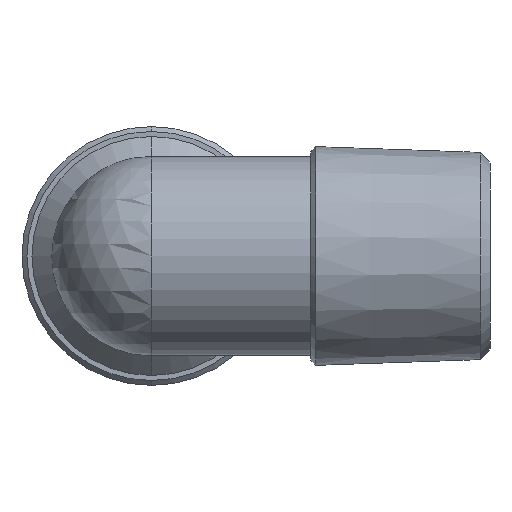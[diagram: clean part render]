
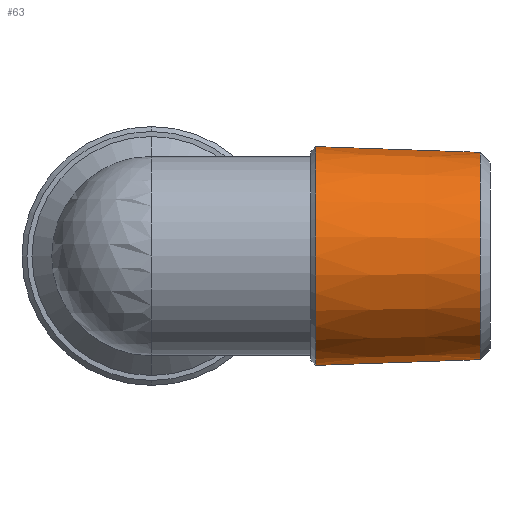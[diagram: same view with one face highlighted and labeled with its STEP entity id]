
A CAD part, left-side view. The second image highlights one B-rep face of the part: STEP entity #63.
In plain terms, the highlighted conical face has half-angle 2 degrees and reference radius 5.5 mm.
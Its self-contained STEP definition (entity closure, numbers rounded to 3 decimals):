
#63=ADVANCED_FACE('NONE',(#154),#155,.T.);
#154=FACE_OUTER_BOUND('',#275,.T.);
#155=CONICAL_SURFACE('',#276,5.5,0.035);
#275=EDGE_LOOP('',(#479,#480,#481,#482));
#276=AXIS2_PLACEMENT_3D('',#483,#484,#485);
#479=ORIENTED_EDGE('',*,*,#756,.T.);
#480=ORIENTED_EDGE('',*,*,#757,.T.);
#481=ORIENTED_EDGE('',*,*,#758,.T.);
#482=ORIENTED_EDGE('',*,*,#759,.T.);
#483=CARTESIAN_POINT('',(0.0,-8.0,0.0));
#484=DIRECTION('',(-0.0,1.0,-0.0));
#485=DIRECTION('',(0.0,0.0,1.0));
#756=EDGE_CURVE('',#866,#867,#868,.T.);
#757=EDGE_CURVE('NONE',#867,#869,#870,.T.);
#758=EDGE_CURVE('',#869,#871,#872,.T.);
#759=EDGE_CURVE('NONE',#871,#866,#873,.T.);
#866=VERTEX_POINT('',#1012);
#867=VERTEX_POINT('',#1013);
#868=LINE('',#1014,#1015);
#869=VERTEX_POINT('NONE',#1016);
#870=CIRCLE('',#1017,5.492);
#871=VERTEX_POINT('NONE',#1018);
#872=LINE('',#1019,#1020);
#873=CIRCLE('',#1021,5.203);
#1012=CARTESIAN_POINT('',(0.,-16.5,5.203));
#1013=CARTESIAN_POINT('',(0.,-8.242,5.492));
#1014=CARTESIAN_POINT('',(0.,-8.0,5.5));
#1015=VECTOR('',#1210,1.0);
#1016=CARTESIAN_POINT('',(0.0,-8.242,-5.492));
#1017=AXIS2_PLACEMENT_3D('',#1211,#1212,#1213);
#1018=CARTESIAN_POINT('',(0.0,-16.5,-5.203));
#1019=CARTESIAN_POINT('',(0.,-8.0,-5.5));
#1020=VECTOR('',#1214,1.0);
#1021=AXIS2_PLACEMENT_3D('',#1215,#1216,#1217);
#1210=DIRECTION('',(0.,0.999,0.035));
#1211=CARTESIAN_POINT('',(0.0,-8.242,0.0));
#1212=DIRECTION('',(0.0,-1.0,0.0));
#1213=DIRECTION('',(0.0,0.0,-1.0));
#1214=DIRECTION('',(0.,-0.999,0.035));
#1215=CARTESIAN_POINT('',(0.0,-16.5,0.0));
#1216=DIRECTION('',(0.0,1.0,0.0));
#1217=DIRECTION('',(0.0,0.0,-1.0));
